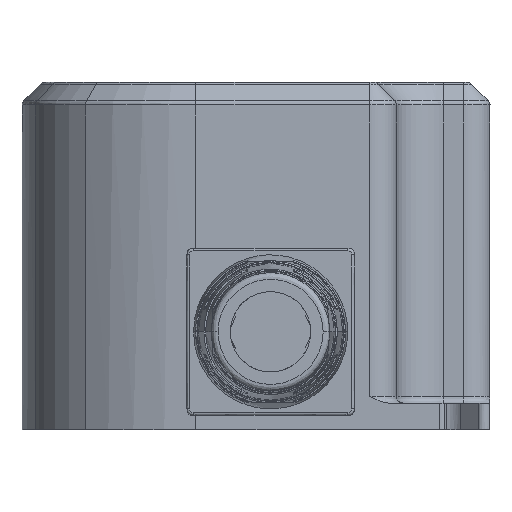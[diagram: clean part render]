
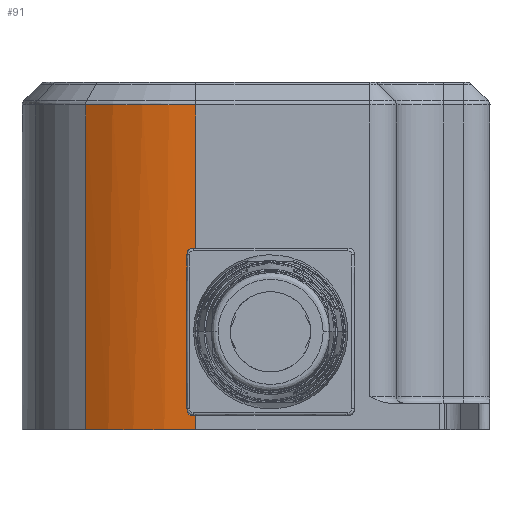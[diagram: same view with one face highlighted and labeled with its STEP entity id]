
A CAD part, left-side view. The second image highlights one B-rep face of the part: STEP entity #91.
In plain terms, the highlighted free-form (B-spline) face has degree [2, 1] with [3, 2] control points.
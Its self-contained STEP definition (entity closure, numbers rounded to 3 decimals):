
#91=ADVANCED_FACE('',(#753),#10021,.T.);
#753=FACE_OUTER_BOUND('',#1415,.T.);
#1415=EDGE_LOOP('',(#2275,#2276,#2277,#2278));
#2275=ORIENTED_EDGE('',*,*,#5513,.F.);
#2276=ORIENTED_EDGE('',*,*,#5407,.F.);
#2277=ORIENTED_EDGE('',*,*,#5514,.F.);
#2278=ORIENTED_EDGE('',*,*,#6257,.F.);
#5407=EDGE_CURVE('',#8733,#8753,#7322,.T.);
#5513=EDGE_CURVE('',#8753,#8795,#7115,.T.);
#5514=EDGE_CURVE('',#8732,#8733,#7116,.T.);
#6257=EDGE_CURVE('',#8795,#8732,#8061,.T.);
#7115=(
BOUNDED_CURVE()
B_SPLINE_CURVE(2,(#13412,#13413,#13414),.UNSPECIFIED.,.F.,.F.)
B_SPLINE_CURVE_WITH_KNOTS((3,3),(76.753,85.329),
 .UNSPECIFIED.)
CURVE()
GEOMETRIC_REPRESENTATION_ITEM()
RATIONAL_B_SPLINE_CURVE((1.,0.952,1.))
REPRESENTATION_ITEM('')
);
#7116=(
BOUNDED_CURVE()
B_SPLINE_CURVE(2,(#13415,#13416,#13417),.UNSPECIFIED.,.F.,.F.)
B_SPLINE_CURVE_WITH_KNOTS((3,3),(-9.104,0.),.UNSPECIFIED.)
CURVE()
GEOMETRIC_REPRESENTATION_ITEM()
RATIONAL_B_SPLINE_CURVE((1.,0.952,1.))
REPRESENTATION_ITEM('')
);
#7322=B_SPLINE_CURVE_WITH_KNOTS('',1,(#13094,#13095),.UNSPECIFIED.,.F.,
 .F.,(2,2),(0.,24.293),.UNSPECIFIED.);
#8061=B_SPLINE_CURVE_WITH_KNOTS('',1,(#15095,#15096,#15097),
 .UNSPECIFIED.,.F.,.F.,(2,1,2),(0.,12.793,24.293),
 .UNSPECIFIED.);
#8732=VERTEX_POINT('',#12506);
#8733=VERTEX_POINT('',#12507);
#8753=VERTEX_POINT('',#12527);
#8795=VERTEX_POINT('',#12569);
#10021=(
BOUNDED_SURFACE()
B_SPLINE_SURFACE(2,1,((#11511,#11512),(#11513,#11514),(#11515,#11516)),
 .UNSPECIFIED.,.F.,.F.,.F.)
B_SPLINE_SURFACE_WITH_KNOTS((3,3),(2,2),(2.51,3.142),
(2.583,26.876),.UNSPECIFIED.)
GEOMETRIC_REPRESENTATION_ITEM()
RATIONAL_B_SPLINE_SURFACE(((0.859,0.859),(0.882,
0.882),(1.,1.)))
REPRESENTATION_ITEM('')
SURFACE()
);
#11511=CARTESIAN_POINT('',(-79.333,25.744,-8.998));
#11512=CARTESIAN_POINT('',(-79.333,25.744,15.295));
#11513=CARTESIAN_POINT('',(-81.993,22.05,-8.998));
#11514=CARTESIAN_POINT('',(-81.993,22.05,15.295));
#11515=CARTESIAN_POINT('',(-81.993,17.498,-8.998));
#11516=CARTESIAN_POINT('',(-81.993,17.498,15.295));
#12506=CARTESIAN_POINT('',(-81.993,17.498,-8.998));
#12507=CARTESIAN_POINT('',(-79.333,25.744,-8.998));
#12527=CARTESIAN_POINT('',(-79.333,25.744,15.295));
#12569=CARTESIAN_POINT('',(-81.993,17.498,15.295));
#13094=CARTESIAN_POINT('',(-79.333,25.744,-8.998));
#13095=CARTESIAN_POINT('',(-79.333,25.744,15.295));
#13412=CARTESIAN_POINT('',(-79.333,25.744,15.295));
#13413=CARTESIAN_POINT('',(-81.993,22.05,15.295));
#13414=CARTESIAN_POINT('',(-81.993,17.498,15.295));
#13415=CARTESIAN_POINT('',(-81.993,17.498,-8.998));
#13416=CARTESIAN_POINT('',(-81.993,22.05,-8.998));
#13417=CARTESIAN_POINT('',(-79.333,25.744,-8.998));
#15095=CARTESIAN_POINT('',(-81.993,17.498,15.295));
#15096=CARTESIAN_POINT('',(-81.993,17.498,2.502));
#15097=CARTESIAN_POINT('',(-81.993,17.498,-8.998));
